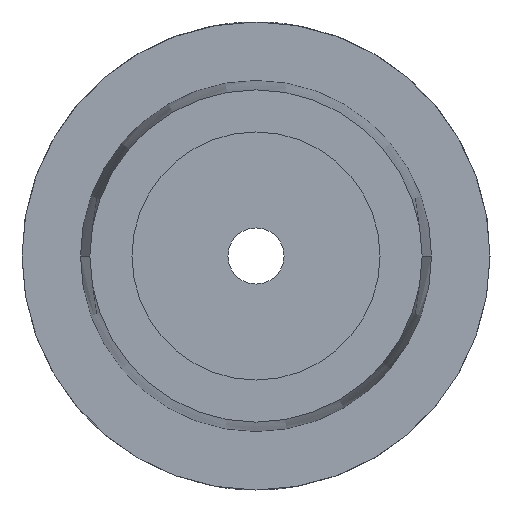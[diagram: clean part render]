
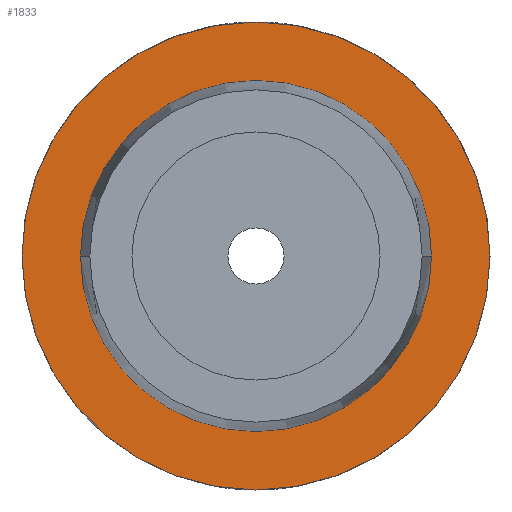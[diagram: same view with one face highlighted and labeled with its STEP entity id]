
A CAD part, left-side view. The second image highlights one B-rep face of the part: STEP entity #1833.
In plain terms, the highlighted planar face has unit normal (-1, 0, 0).
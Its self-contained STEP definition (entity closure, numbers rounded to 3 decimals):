
#425=CARTESIAN_POINT('',(0.,0.,0.));
#426=DIRECTION('',(1.,0.,0.));
#427=DIRECTION('',(0.,1.,0.));
#428=AXIS2_PLACEMENT_3D('',#425,#426,#427);
#447=CARTESIAN_POINT('',(0.,0.,0.));
#448=DIRECTION('',(-1.,0.,0.));
#449=DIRECTION('',(0.,1.,0.));
#450=AXIS2_PLACEMENT_3D('',#447,#448,#449);
#455=CARTESIAN_POINT('',(0.,0.,0.));
#456=DIRECTION('',(1.,0.,0.));
#457=DIRECTION('',(0.,1.,0.));
#458=AXIS2_PLACEMENT_3D('',#455,#456,#457);
#463=CARTESIAN_POINT('',(0.,0.,0.));
#464=DIRECTION('',(-1.,0.,0.));
#465=DIRECTION('',(0.,1.,0.));
#466=AXIS2_PLACEMENT_3D('',#463,#464,#465);
#1236=CARTESIAN_POINT('',(0.,50.,0.));
#1238=VERTEX_POINT('',#1236);
#1239=CARTESIAN_POINT('',(0.,37.507,0.));
#1241=VERTEX_POINT('',#1239);
#1244=CARTESIAN_POINT('',(0.,-50.,0.));
#1246=VERTEX_POINT('',#1244);
#1247=CARTESIAN_POINT('',(0.,-37.507,0.));
#1249=VERTEX_POINT('',#1247);
#1818=CARTESIAN_POINT('',(0.,0.,0.));
#1819=DIRECTION('',(1.,0.,0.));
#1820=DIRECTION('',(0.,-1.,0.));
#1821=AXIS2_PLACEMENT_3D('',#1818,#1819,#1820);
#1822=PLANE('',#1821);
#1824=ORIENTED_EDGE('',*,*,#1823,.T.);
#1826=ORIENTED_EDGE('',*,*,#1825,.F.);
#1827=EDGE_LOOP('',(#1824,#1826));
#1828=FACE_OUTER_BOUND('',#1827,.F.);
#1829=ORIENTED_EDGE('',*,*,#1813,.T.);
#1830=ORIENTED_EDGE('',*,*,#1797,.F.);
#1831=EDGE_LOOP('',(#1829,#1830));
#1832=FACE_BOUND('',#1831,.F.);
#429=CIRCLE('',#428,37.507);
#451=CIRCLE('',#450,37.507);
#459=CIRCLE('',#458,50.);
#467=CIRCLE('',#466,50.);
#1797=EDGE_CURVE('',#1241,#1249,#429,.T.);
#1813=EDGE_CURVE('',#1241,#1249,#451,.T.);
#1823=EDGE_CURVE('',#1238,#1246,#459,.T.);
#1825=EDGE_CURVE('',#1238,#1246,#467,.T.);
#1833=ADVANCED_FACE('',(#1828,#1832),#1822,.F.);
